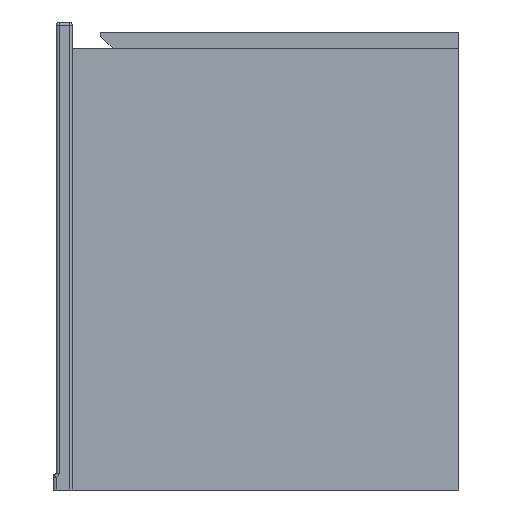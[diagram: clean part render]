
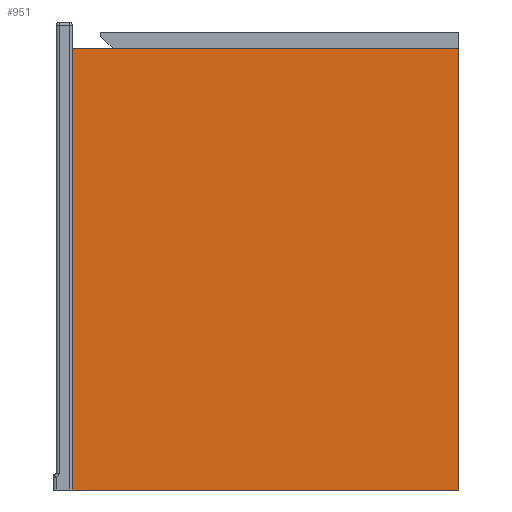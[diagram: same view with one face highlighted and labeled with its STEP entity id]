
A CAD part, left-side view. The second image highlights one B-rep face of the part: STEP entity #951.
In plain terms, the highlighted planar face has unit normal (-1, 0, 0).
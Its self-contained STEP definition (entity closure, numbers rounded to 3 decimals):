
#8 = AXIS2_PLACEMENT_3D ( 'NONE', #81, #4021, #1069 ) ;
#81 = CARTESIAN_POINT ( 'NONE',  ( -369., 190., 434. ) ) ;
#306 = CARTESIAN_POINT ( 'NONE',  ( -369., 190., 434. ) ) ;
#359 = VERTEX_POINT ( 'NONE', #1708 ) ;
#415 = CARTESIAN_POINT ( 'NONE',  ( -369., 190., 434. ) ) ;
#486 = EDGE_CURVE ( 'NONE', #3286, #2995, #2560, .T. ) ;
#615 = LINE ( 'NONE', #306, #2760 ) ;
#951 = ADVANCED_FACE ( 'NONE', ( #2656 ), #3021, .T. ) ;
#1012 = EDGE_CURVE ( 'NONE', #359, #3486, #3959, .T. ) ;
#1069 = DIRECTION ( 'NONE',  ( 0., -1., 0. ) ) ;
#1133 = CARTESIAN_POINT ( 'NONE',  ( -369., -190., 434. ) ) ;
#1154 = EDGE_CURVE ( 'NONE', #359, #3286, #615, .T. ) ;
#1206 = ORIENTED_EDGE ( 'NONE', *, *, #1012, .F. ) ;
#1208 = EDGE_CURVE ( 'NONE', #3486, #2995, #1868, .T. ) ;
#1467 = ORIENTED_EDGE ( 'NONE', *, *, #1208, .F. ) ;
#1477 = CARTESIAN_POINT ( 'NONE',  ( -369., 190., 434. ) ) ;
#1708 = CARTESIAN_POINT ( 'NONE',  ( -369., -190., 434. ) ) ;
#1844 = CARTESIAN_POINT ( 'NONE',  ( -369., -190., 0. ) ) ;
#1868 = LINE ( 'NONE', #2362, #1973 ) ;
#1973 = VECTOR ( 'NONE', #4025, 1000. ) ;
#2047 = ORIENTED_EDGE ( 'NONE', *, *, #486, .T. ) ;
#2100 = CARTESIAN_POINT ( 'NONE',  ( -369., 190., 0. ) ) ;
#2242 = VECTOR ( 'NONE', #3157, 1000. ) ;
#2251 = EDGE_LOOP ( 'NONE', ( #1467, #1206, #2846, #2047 ) ) ;
#2362 = CARTESIAN_POINT ( 'NONE',  ( -369., 190., 0. ) ) ;
#2560 = LINE ( 'NONE', #415, #3451 ) ;
#2639 = DIRECTION ( 'NONE',  ( 0., 1., 0. ) ) ;
#2656 = FACE_OUTER_BOUND ( 'NONE', #2251, .T. ) ;
#2760 = VECTOR ( 'NONE', #2639, 1000. ) ;
#2846 = ORIENTED_EDGE ( 'NONE', *, *, #1154, .T. ) ;
#2995 = VERTEX_POINT ( 'NONE', #2100 ) ;
#3021 = PLANE ( 'NONE',  #8 ) ;
#3157 = DIRECTION ( 'NONE',  ( 0., 0., -1. ) ) ;
#3286 = VERTEX_POINT ( 'NONE', #1477 ) ;
#3451 = VECTOR ( 'NONE', #3774, 1000. ) ;
#3486 = VERTEX_POINT ( 'NONE', #1844 ) ;
#3774 = DIRECTION ( 'NONE',  ( 0., 0., -1. ) ) ;
#3959 = LINE ( 'NONE', #1133, #2242 ) ;
#4021 = DIRECTION ( 'NONE',  ( -1., 0., 0. ) ) ;
#4025 = DIRECTION ( 'NONE',  ( 0., 1., 0. ) ) ;
